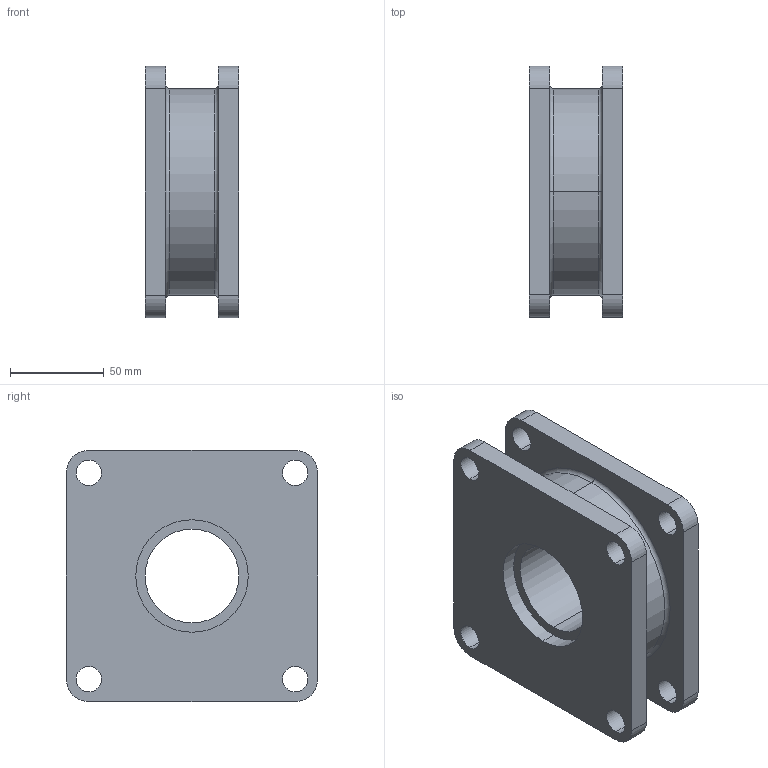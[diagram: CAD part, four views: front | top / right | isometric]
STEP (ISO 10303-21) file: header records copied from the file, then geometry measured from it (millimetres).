
FILE_DESCRIPTION (( 'STEP AP214' ), '1' );
FILE_NAME ('125 ADAPTOR.STEP', '2010-08-10T15:23:02', ( '' ), ( '' ), 'SwSTEP 2.0', 'SolidWorks 2010', '' );
FILE_SCHEMA (( 'AUTOMOTIVE_DESIGN' ));
Length unit declared in the file: millimetre
Products named in the file (1): 125 ADAPTOR
Bounding box: 50 x 134 x 134 mm (x, y, z)
Volume: 534409.6 mm3; surface area: 78619.7 mm2
Topology: 1 solids, 1 shells, 50 faces, 128 edges, 84 vertices
Faces by surface type: cylinder 32, plane 14, torus 4
Entity records: 1622 total; most frequent: DIRECTION 302, CARTESIAN_POINT 263, ORIENTED_EDGE 256, EDGE_CURVE 128, AXIS2_PLACEMENT_3D 123, VERTEX_POINT 84, EDGE_LOOP 72, CIRCLE 72
